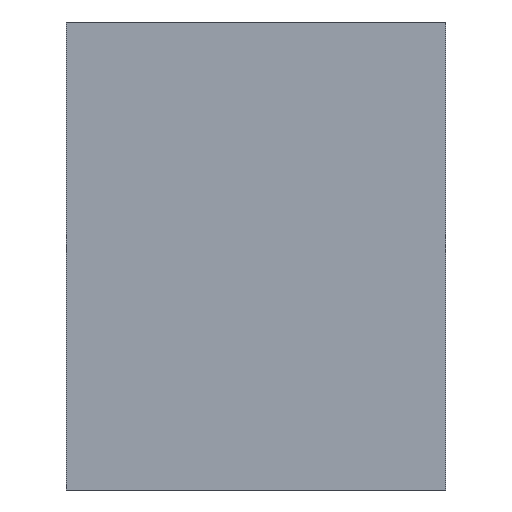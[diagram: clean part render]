
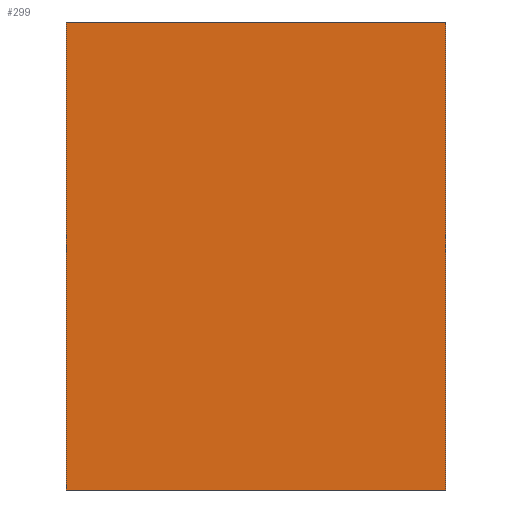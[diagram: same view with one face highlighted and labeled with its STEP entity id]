
A CAD part, left-side view. The second image highlights one B-rep face of the part: STEP entity #299.
In plain terms, the highlighted planar face has unit normal (-1, 0, 0).
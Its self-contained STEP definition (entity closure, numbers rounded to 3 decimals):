
#279=AXIS2_PLACEMENT_3D('Plane Axis2P3D',#276,#277,#278) ;
#113=CARTESIAN_POINT('Vertex',(-116.1,135.,50.625)) ;
#116=CARTESIAN_POINT('Line Origine',(-116.1,135.,69.125)) ;
#120=CARTESIAN_POINT('Vertex',(-116.1,135.,87.625)) ;
#261=CARTESIAN_POINT('Vertex',(-116.1,105.,50.625)) ;
#264=CARTESIAN_POINT('Line Origine',(-116.1,120.,50.625)) ;
#276=CARTESIAN_POINT('Axis2P3D Location',(-116.1,105.,50.625)) ;
#281=CARTESIAN_POINT('Line Origine',(-116.1,105.,69.125)) ;
#285=CARTESIAN_POINT('Vertex',(-116.1,105.,87.625)) ;
#288=CARTESIAN_POINT('Line Origine',(-116.1,120.,87.625)) ;
#117=DIRECTION('Vector Direction',(0.,0.,1.)) ;
#265=DIRECTION('Vector Direction',(0.,1.,0.)) ;
#277=DIRECTION('Axis2P3D Direction',(-1.,0.,0.)) ;
#278=DIRECTION('Axis2P3D XDirection',(0.,0.,1.)) ;
#282=DIRECTION('Vector Direction',(0.,0.,1.)) ;
#289=DIRECTION('Vector Direction',(0.,1.,0.)) ;
#118=VECTOR('Line Direction',#117,1.) ;
#266=VECTOR('Line Direction',#265,1.) ;
#283=VECTOR('Line Direction',#282,1.) ;
#290=VECTOR('Line Direction',#289,1.) ;
#294=ORIENTED_EDGE('',*,*,#268,.F.) ;
#295=ORIENTED_EDGE('',*,*,#287,.T.) ;
#296=ORIENTED_EDGE('',*,*,#292,.T.) ;
#297=ORIENTED_EDGE('',*,*,#122,.F.) ;
#299=ADVANCED_FACE('Corps principal',(#298),#280,.T.) ;
#122=EDGE_CURVE('',#114,#121,#119,.T.) ;
#268=EDGE_CURVE('',#262,#114,#267,.T.) ;
#287=EDGE_CURVE('',#262,#286,#284,.T.) ;
#292=EDGE_CURVE('',#286,#121,#291,.T.) ;
#293=EDGE_LOOP('',(#294,#295,#296,#297)) ;
#298=FACE_OUTER_BOUND('',#293,.T.) ;
#119=LINE('Line',#116,#118) ;
#267=LINE('Line',#264,#266) ;
#284=LINE('Line',#281,#283) ;
#291=LINE('Line',#288,#290) ;
#280=PLANE('',#279) ;
#114=VERTEX_POINT('',#113) ;
#121=VERTEX_POINT('',#120) ;
#262=VERTEX_POINT('',#261) ;
#286=VERTEX_POINT('',#285) ;
